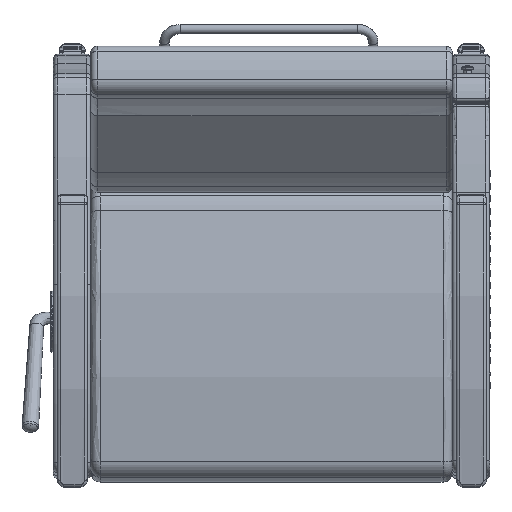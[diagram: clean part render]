
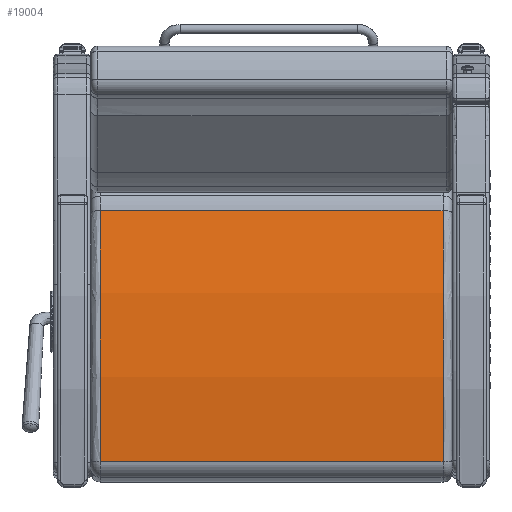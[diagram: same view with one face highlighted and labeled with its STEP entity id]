
A CAD part, front view. The second image highlights one B-rep face of the part: STEP entity #19004.
In plain terms, the highlighted free-form (B-spline) face has degree [1, 2] with [2, 3] control points.
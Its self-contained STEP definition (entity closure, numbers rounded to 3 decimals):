
#690=(
BOUNDED_SURFACE()
B_SPLINE_SURFACE(1,2,((#28827,#28828,#28829),(#28830,#28831,#28832)),
 .UNSPECIFIED.,.F.,.F.,.F.)
B_SPLINE_SURFACE_WITH_KNOTS((2,2),(3,3),(-0.229,0.229),
(1.362,1.699),.UNSPECIFIED.)
GEOMETRIC_REPRESENTATION_ITEM()
RATIONAL_B_SPLINE_SURFACE(((1.,0.986,1.),(1.,0.986,
1.)))
REPRESENTATION_ITEM('')
SURFACE()
);
#1210=ELLIPSE('',#20476,60.054,60.);
#1220=ELLIPSE('',#20504,60.054,60.);
#2126=FACE_OUTER_BOUND('',#3242,.T.);
#3242=EDGE_LOOP('',(#13356,#13357,#13358,#13359));
#4495=LINE('',#28825,#5857);
#4496=LINE('',#28834,#5858);
#5857=VECTOR('',#22853,0.394);
#5858=VECTOR('',#22856,0.394);
#8266=VERTEX_POINT('',#28617);
#8267=VERTEX_POINT('',#28618);
#8292=VERTEX_POINT('',#28824);
#8293=VERTEX_POINT('',#28833);
#10327=EDGE_CURVE('',#8266,#8267,#1210,.T.);
#10365=EDGE_CURVE('',#8267,#8292,#4495,.T.);
#10367=EDGE_CURVE('',#8266,#8293,#4496,.T.);
#10368=EDGE_CURVE('',#8292,#8293,#1220,.T.);
#13356=ORIENTED_EDGE('',*,*,#10327,.F.);
#13357=ORIENTED_EDGE('',*,*,#10367,.T.);
#13358=ORIENTED_EDGE('',*,*,#10368,.F.);
#13359=ORIENTED_EDGE('',*,*,#10365,.F.);
#19004=ADVANCED_FACE('',(#2126),#690,.F.);
#20476=AXIS2_PLACEMENT_3D('',#28619,#22785,#22786);
#20504=AXIS2_PLACEMENT_3D('',#28835,#22857,#22858);
#22785=DIRECTION('center_axis',(0.,0.,-1.));
#22786=DIRECTION('ref_axis',(1.,0.,0.));
#22853=DIRECTION('',(0.,0.,1.));
#22856=DIRECTION('',(0.,0.,1.));
#22857=DIRECTION('center_axis',(0.,0.,1.));
#22858=DIRECTION('ref_axis',(1.,0.,0.));
#28617=CARTESIAN_POINT('',(-10.045,1.256,-13.75));
#28618=CARTESIAN_POINT('',(10.111,0.445,-13.75));
#28619=CARTESIAN_POINT('Origin',(-2.35,-58.249,-13.75));
#28824=CARTESIAN_POINT('',(10.111,0.445,13.75));
#28825=CARTESIAN_POINT('',(10.111,0.445,0.));
#28827=CARTESIAN_POINT('Ctrl Pts',(10.111,0.445,-13.75));
#28828=CARTESIAN_POINT('Ctrl Pts',(0.103,2.566,-13.75));
#28829=CARTESIAN_POINT('Ctrl Pts',(-10.045,1.256,-13.75));
#28830=CARTESIAN_POINT('Ctrl Pts',(10.111,0.445,13.75));
#28831=CARTESIAN_POINT('Ctrl Pts',(0.103,2.566,13.75));
#28832=CARTESIAN_POINT('Ctrl Pts',(-10.045,1.256,13.75));
#28833=CARTESIAN_POINT('',(-10.045,1.256,13.75));
#28834=CARTESIAN_POINT('',(-10.045,1.256,0.));
#28835=CARTESIAN_POINT('Origin',(-2.35,-58.249,13.75));
